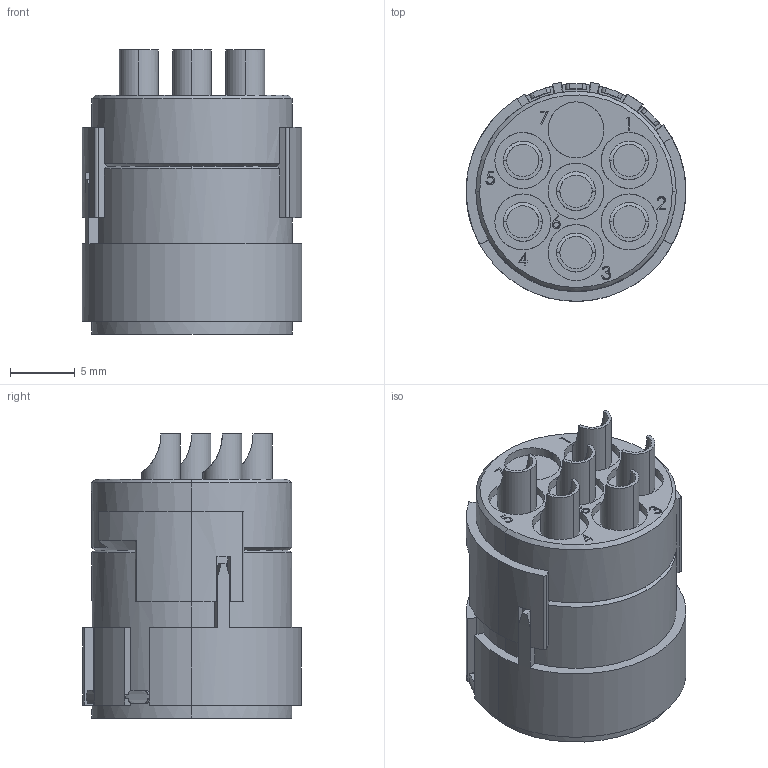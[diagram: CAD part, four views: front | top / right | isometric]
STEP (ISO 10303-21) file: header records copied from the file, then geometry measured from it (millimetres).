
FILE_DESCRIPTION(('CATIA V5 STEP Exchange','CAx-IF Rec.Pracs.--- Model Styling and Organization---1.4--- 2014-01-23'),'2;1');
FILE_NAME ('009198-1_0', '2021-01-07T13:22:31+00:00', ('none'), ('Weidmueller'), 'CATIA Version 5-6 Release 2016 SP3 HF44', 'CATIA V5 STEP AP214', 'none');
FILE_SCHEMA(('AUTOMOTIVE_DESIGN { 1 0 10303 214 1 1 1 1 }'));
Length unit declared in the file: millimetre
Products named in the file (1): 1224080000
Bounding box: 17 x 16.92 x 22 mm (x, y, z)
Volume: 3638.6 mm3; surface area: 2465.5 mm2
Topology: 7 solids, 7 shells, 449 faces, 1281 edges, 886 vertices
Faces by surface type: plane 199, cylinder 188, bspline 38, cone 24
Entity records: 17372 total; most frequent: CARTESIAN_POINT 6578, ORIENTED_EDGE 2562, DIRECTION 1678, EDGE_CURVE 1281, VERTEX_POINT 886, AXIS2_PLACEMENT_3D 687, VECTOR 591, LINE 591
